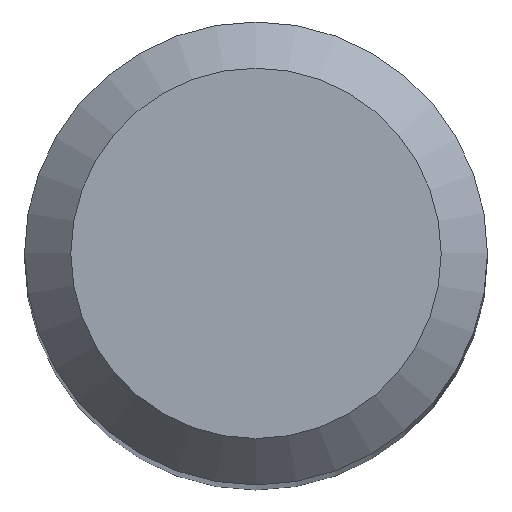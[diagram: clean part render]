
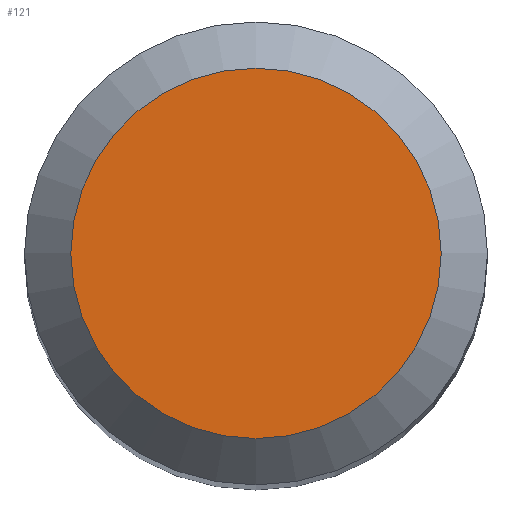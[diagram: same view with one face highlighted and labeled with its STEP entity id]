
A CAD part, top view. The second image highlights one B-rep face of the part: STEP entity #121.
In plain terms, the highlighted planar face has unit normal (0, 0, 1).
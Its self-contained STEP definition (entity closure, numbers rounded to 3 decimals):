
#4 = DIRECTION ( 'NONE',  ( 0., 0., -1. ) ) ;
#13 = VERTEX_POINT ( 'NONE', #180 ) ;
#31 = CIRCLE ( 'NONE', #165, 2.4 ) ;
#87 = CARTESIAN_POINT ( 'NONE',  ( 0., 0., 50. ) ) ;
#96 = ORIENTED_EDGE ( 'NONE', *, *, #192, .F. ) ;
#103 = DIRECTION ( 'NONE',  ( 0., 0., -1. ) ) ;
#118 = DIRECTION ( 'NONE',  ( 0., 1., 0. ) ) ;
#121 = ADVANCED_FACE ( 'NONE', ( #153 ), #177, .F. ) ;
#143 = EDGE_LOOP ( 'NONE', ( #96 ) ) ;
#153 = FACE_OUTER_BOUND ( 'NONE', #143, .T. ) ;
#165 = AXIS2_PLACEMENT_3D ( 'NONE', #218, #4, #118 ) ;
#177 = PLANE ( 'NONE',  #189 ) ;
#180 = CARTESIAN_POINT ( 'NONE',  ( 0., 2.4, 50. ) ) ;
#189 = AXIS2_PLACEMENT_3D ( 'NONE', #87, #103, #234 ) ;
#192 = EDGE_CURVE ( 'NONE', #13, #13, #31, .T. ) ;
#218 = CARTESIAN_POINT ( 'NONE',  ( 0., 0., 50. ) ) ;
#234 = DIRECTION ( 'NONE',  ( 0., 1., 0. ) ) ;
